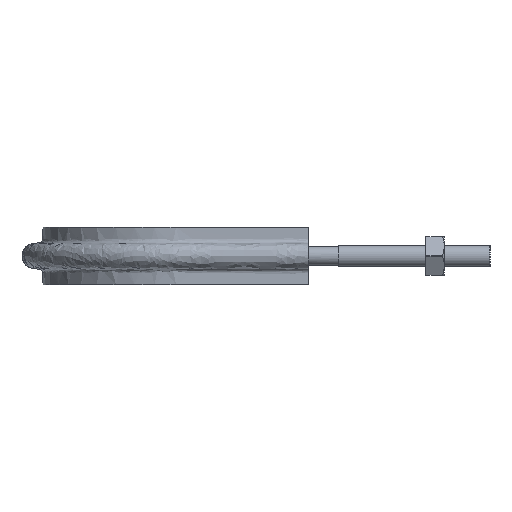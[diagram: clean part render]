
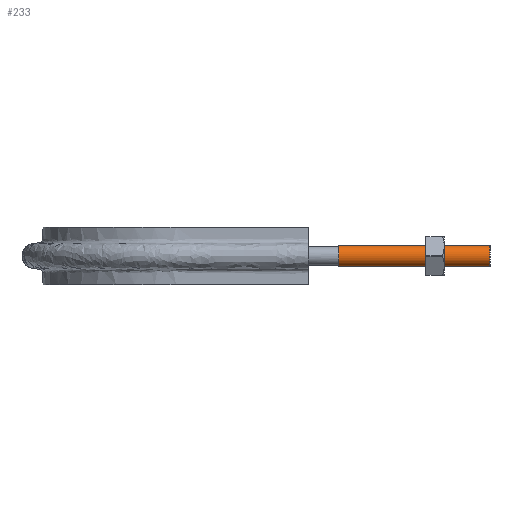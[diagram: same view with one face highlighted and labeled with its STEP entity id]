
A CAD part, left-side view. The second image highlights one B-rep face of the part: STEP entity #233.
In plain terms, the highlighted cylindrical face has radius 4.6 mm (diameter 9.2 mm), a full revolution.
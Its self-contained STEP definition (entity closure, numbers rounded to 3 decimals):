
#233 = ADVANCED_FACE( '', ( #327, #328 ), #329, .T. );
#327 = FACE_OUTER_BOUND( '', #1149, .T. );
#328 = FACE_OUTER_BOUND( '', #1150, .T. );
#329 = CYLINDRICAL_SURFACE( '', #1151, 4.6 );
#1149 = EDGE_LOOP( '', ( #1397 ) );
#1150 = EDGE_LOOP( '', ( #1398 ) );
#1151 = AXIS2_PLACEMENT_3D( '', #1399, #1400, #1401 );
#1397 = ORIENTED_EDGE( '', *, *, #1861, .T. );
#1398 = ORIENTED_EDGE( '', *, *, #1862, .F. );
#1399 = CARTESIAN_POINT( '', ( -63., 66., 0. ) );
#1400 = DIRECTION( '', ( 0., 1., 0. ) );
#1401 = DIRECTION( '', ( 1., 0., 0. ) );
#1861 = EDGE_CURVE( '', #2037, #2037, #2038, .T. );
#1862 = EDGE_CURVE( '', #2039, #2039, #2040, .T. );
#2037 = VERTEX_POINT( '', #2523 );
#2038 = CIRCLE( '', #2524, 4.6 );
#2039 = VERTEX_POINT( '', #2525 );
#2040 = CIRCLE( '', #2526, 4.6 );
#2523 = CARTESIAN_POINT( '', ( -58.4, 66., 0. ) );
#2524 = AXIS2_PLACEMENT_3D( '', #2915, #2916, #2917 );
#2525 = CARTESIAN_POINT( '', ( -58.4, 0., 0. ) );
#2526 = AXIS2_PLACEMENT_3D( '', #2918, #2919, #2920 );
#2915 = CARTESIAN_POINT( '', ( -63., 66., 0. ) );
#2916 = DIRECTION( '', ( 0., -1., 0. ) );
#2917 = DIRECTION( '', ( 1., 0., 0. ) );
#2918 = CARTESIAN_POINT( '', ( -63., 0., 0. ) );
#2919 = DIRECTION( '', ( 0., -1., 0. ) );
#2920 = DIRECTION( '', ( 1., 0., 0. ) );
